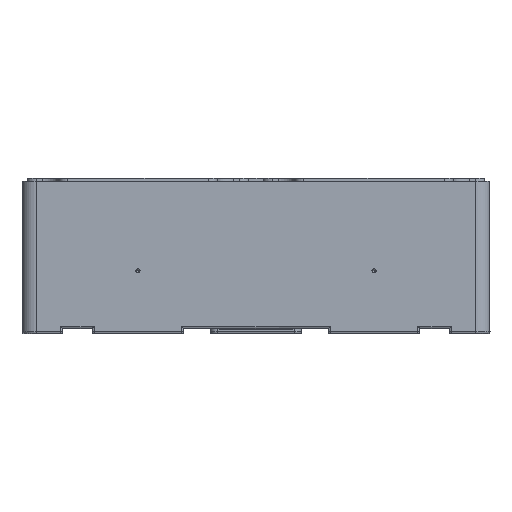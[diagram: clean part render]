
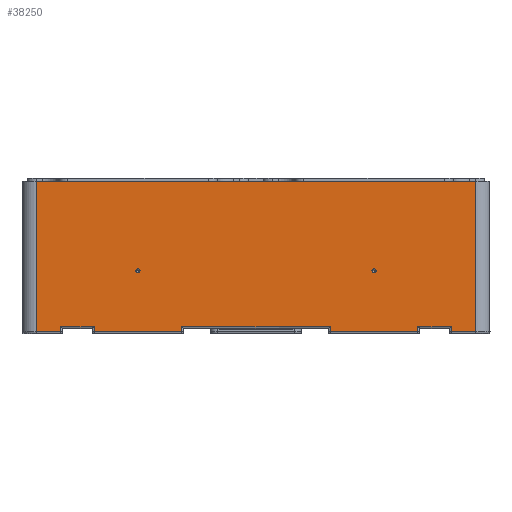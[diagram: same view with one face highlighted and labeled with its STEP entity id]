
A CAD part, front view. The second image highlights one B-rep face of the part: STEP entity #38250.
In plain terms, the highlighted face is planar.
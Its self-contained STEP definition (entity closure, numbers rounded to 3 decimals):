
#570=CARTESIAN_POINT('',(-36.3,50.5,
305.));
#580=VERTEX_POINT('',#570);
#7970=CARTESIAN_POINT('',(-36.3,22.,
305.));
#7980=VERTEX_POINT('',#7970);
#8140=CARTESIAN_POINT('',(-33.8,22.,
305.));
#8150=VERTEX_POINT('',#8140);
#8180=CARTESIAN_POINT('',(0.,22.,
305.));
#8190=DIRECTION('',(1.,0.,0.));
#8200=VECTOR('',#8190,1.);
#8210=LINE('',#8180,#8200);
#8220=EDGE_CURVE('',#7980,#8150,#8210,.T.);
#8960=CARTESIAN_POINT('',(-33.8,-21.,
305.));
#8970=VERTEX_POINT('',#8960);
#9020=CARTESIAN_POINT('',(-33.8,0.,
305.));
#9030=DIRECTION('',(0.,-1.,0.));
#9040=VECTOR('',#9030,1.);
#9050=LINE('',#9020,#9040);
#9060=CARTESIAN_POINT('',(-33.8,-94.,
305.));
#9070=VERTEX_POINT('',#9060);
#9080=EDGE_CURVE('',#8970,#9070,#9050,.T.);
#25220=CARTESIAN_POINT('',(-36.3,-94.,
305.));
#25230=VERTEX_POINT('',#25220);
#28690=CARTESIAN_POINT('',(-36.3,-153.5,
305.));
#28700=VERTEX_POINT('',#28690);
#28860=CARTESIAN_POINT('',(-33.8,-153.5,
305.));
#28870=VERTEX_POINT('',#28860);
#28900=CARTESIAN_POINT('',(0.,-153.5,
305.));
#28910=DIRECTION('',(1.,0.,0.));
#28920=VECTOR('',#28910,1.);
#28930=LINE('',#28900,#28920);
#28940=EDGE_CURVE('',#28700,#28870,#28930,.T.);
#29940=CARTESIAN_POINT('',(0.,-137.,
305.));
#29950=DIRECTION('',(-1.,0.,0.));
#29960=VECTOR('',#29950,1.);
#29970=LINE('',#29940,#29960);
#29980=CARTESIAN_POINT('',(-33.8,-137.,
305.));
#29990=VERTEX_POINT('',#29980);
#30000=CARTESIAN_POINT('',(-36.3,-137.,
305.));
#30010=VERTEX_POINT('',#30000);
#30020=EDGE_CURVE('',#29990,#30010,#29970,.T.);
#30990=CARTESIAN_POINT('',(0.,-94.,
305.));
#31000=DIRECTION('',(1.,0.,0.));
#31010=VECTOR('',#31000,1.);
#31020=LINE('',#30990,#31010);
#31030=EDGE_CURVE('',#25230,#9070,#31020,.T.);
#37050=CARTESIAN_POINT('',(-34.8,0.,
305.));
#37060=DIRECTION('',(0.,0.,1.));
#37070=DIRECTION('',(0.,1.,0.));
#37080=AXIS2_PLACEMENT_3D('',#37050,#37060,#37070);
#37090=PLANE('',#37080);
#37100=CARTESIAN_POINT('',(-6.3,0.5,
305.));
#37110=DIRECTION('',(0.,0.,1.));
#37120=DIRECTION('',(0.,1.,0.));
#37130=AXIS2_PLACEMENT_3D('',#37100,#37110,#37120);
#37140=CIRCLE('',#37130,1.);
#37150=CARTESIAN_POINT('',(-6.3,1.5,
305.));
#37160=VERTEX_POINT('',#37150);
#37170=CARTESIAN_POINT('',(-6.3,-0.5,
305.));
#37180=VERTEX_POINT('',#37170);
#37190=EDGE_CURVE('',#37160,#37180,#37140,.T.);
#37200=ORIENTED_EDGE('',*,*,#37190,.F.);
#37210=EDGE_CURVE('',#37180,#37160,#37140,.T.);
#37220=ORIENTED_EDGE('',*,*,#37210,.F.);
#37230=EDGE_LOOP('',(#37220,#37200));
#37240=FACE_BOUND('',#37230,.T.);
#37250=CARTESIAN_POINT('',(-6.3,-115.5,305.));
#37260=DIRECTION('',(0.,0.,1.));
#37270=DIRECTION('',(0.,1.,0.));
#37280=AXIS2_PLACEMENT_3D('',#37250,#37260,#37270);
#37290=CIRCLE('',#37280,1.);
#37300=CARTESIAN_POINT('',(-6.3,-114.5,305.));
#37310=VERTEX_POINT('',#37300);
#37320=CARTESIAN_POINT('',(-6.3,-116.5,305.));
#37330=VERTEX_POINT('',#37320);
#37340=EDGE_CURVE('',#37310,#37330,#37290,.T.);
#37350=ORIENTED_EDGE('',*,*,#37340,.F.);
#37360=EDGE_CURVE('',#37330,#37310,#37290,.T.);
#37370=ORIENTED_EDGE('',*,*,#37360,.F.);
#37380=EDGE_LOOP('',(#37370,#37350));
#37390=FACE_BOUND('',#37380,.T.);
#37400=CARTESIAN_POINT('',(0.,50.5,
305.));
#37410=DIRECTION('',(1.,0.,0.));
#37420=VECTOR('',#37410,1.);
#37430=LINE('',#37400,#37420);
#37440=CARTESIAN_POINT('',(37.7,50.5,
305.));
#37450=VERTEX_POINT('',#37440);
#37460=EDGE_CURVE('',#580,#37450,#37430,.T.);
#37470=ORIENTED_EDGE('',*,*,#37460,.F.);
#37480=CARTESIAN_POINT('',(37.7,0.,
305.));
#37490=DIRECTION('',(0.,1.,0.));
#37500=VECTOR('',#37490,1.);
#37510=LINE('',#37480,#37500);
#37520=CARTESIAN_POINT('',(37.7,-165.5,
305.));
#37530=VERTEX_POINT('',#37520);
#37540=EDGE_CURVE('',#37530,#37450,#37510,.T.);
#37550=ORIENTED_EDGE('',*,*,#37540,.T.);
#37560=CARTESIAN_POINT('',(0.,-165.5,
305.));
#37570=DIRECTION('',(1.,0.,0.));
#37580=VECTOR('',#37570,1.);
#37590=LINE('',#37560,#37580);
#37600=CARTESIAN_POINT('',(-36.3,-165.5,
305.));
#37610=VERTEX_POINT('',#37600);
#37620=EDGE_CURVE('',#37610,#37530,#37590,.T.);
#37630=ORIENTED_EDGE('',*,*,#37620,.T.);
#37640=CARTESIAN_POINT('',(-36.3,0.,
305.));
#37650=DIRECTION('',(0.,-1.,0.));
#37660=VECTOR('',#37650,1.);
#37670=LINE('',#37640,#37660);
#37680=EDGE_CURVE('',#28700,#37610,#37670,.T.);
#37690=ORIENTED_EDGE('',*,*,#37680,.T.);
#37700=ORIENTED_EDGE('',*,*,#28940,.F.);
#37710=CARTESIAN_POINT('',(-33.8,0.,
305.));
#37720=DIRECTION('',(0.,1.,0.));
#37730=VECTOR('',#37720,1.);
#37740=LINE('',#37710,#37730);
#37750=EDGE_CURVE('',#28870,#29990,#37740,.T.);
#37760=ORIENTED_EDGE('',*,*,#37750,.F.);
#37770=ORIENTED_EDGE('',*,*,#30020,.F.);
#37780=CARTESIAN_POINT('',(-36.3,0.,
305.));
#37790=DIRECTION('',(0.,1.,0.));
#37800=VECTOR('',#37790,1.);
#37810=LINE('',#37780,#37800);
#37820=EDGE_CURVE('',#30010,#25230,#37810,.T.);
#37830=ORIENTED_EDGE('',*,*,#37820,.F.);
#37840=ORIENTED_EDGE('',*,*,#31030,.F.);
#37850=ORIENTED_EDGE('',*,*,#9080,.T.);
#37860=CARTESIAN_POINT('',(0.,-21.,
305.));
#37870=DIRECTION('',(1.,0.,0.));
#37880=VECTOR('',#37870,1.);
#37890=LINE('',#37860,#37880);
#37900=CARTESIAN_POINT('',(-36.3,-21.,
305.));
#37910=VERTEX_POINT('',#37900);
#37920=EDGE_CURVE('',#37910,#8970,#37890,.T.);
#37930=ORIENTED_EDGE('',*,*,#37920,.T.);
#37940=CARTESIAN_POINT('',(-36.3,0.,
305.));
#37950=DIRECTION('',(0.,-1.,0.));
#37960=VECTOR('',#37950,1.);
#37970=LINE('',#37940,#37960);
#37980=EDGE_CURVE('',#7980,#37910,#37970,.T.);
#37990=ORIENTED_EDGE('',*,*,#37980,.T.);
#38000=ORIENTED_EDGE('',*,*,#8220,.F.);
#38010=CARTESIAN_POINT('',(-33.8,0.,
305.));
#38020=DIRECTION('',(0.,1.,0.));
#38030=VECTOR('',#38020,1.);
#38040=LINE('',#38010,#38030);
#38050=CARTESIAN_POINT('',(-33.8,38.5,
305.));
#38060=VERTEX_POINT('',#38050);
#38070=EDGE_CURVE('',#8150,#38060,#38040,.T.);
#38080=ORIENTED_EDGE('',*,*,#38070,.F.);
#38090=CARTESIAN_POINT('',(0.,38.5,
305.));
#38100=DIRECTION('',(-1.,0.,0.));
#38110=VECTOR('',#38100,1.);
#38120=LINE('',#38090,#38110);
#38130=CARTESIAN_POINT('',(-36.3,38.5,
305.));
#38140=VERTEX_POINT('',#38130);
#38150=EDGE_CURVE('',#38060,#38140,#38120,.T.);
#38160=ORIENTED_EDGE('',*,*,#38150,.F.);
#38170=CARTESIAN_POINT('',(-36.3,0.,
305.));
#38180=DIRECTION('',(0.,-1.,0.));
#38190=VECTOR('',#38180,1.);
#38200=LINE('',#38170,#38190);
#38210=EDGE_CURVE('',#580,#38140,#38200,.T.);
#38220=ORIENTED_EDGE('',*,*,#38210,.T.);
#38230=EDGE_LOOP('',(#38220,#38160,#38080,#38000,#37990,#37930,#37850,
#37840,#37830,#37770,#37760,#37700,#37690,#37630,#37550,#37470));
#38240=FACE_OUTER_BOUND('',#38230,.T.);
#38250=ADVANCED_FACE('',(#37240,#37390,#38240),#37090,.T.);
